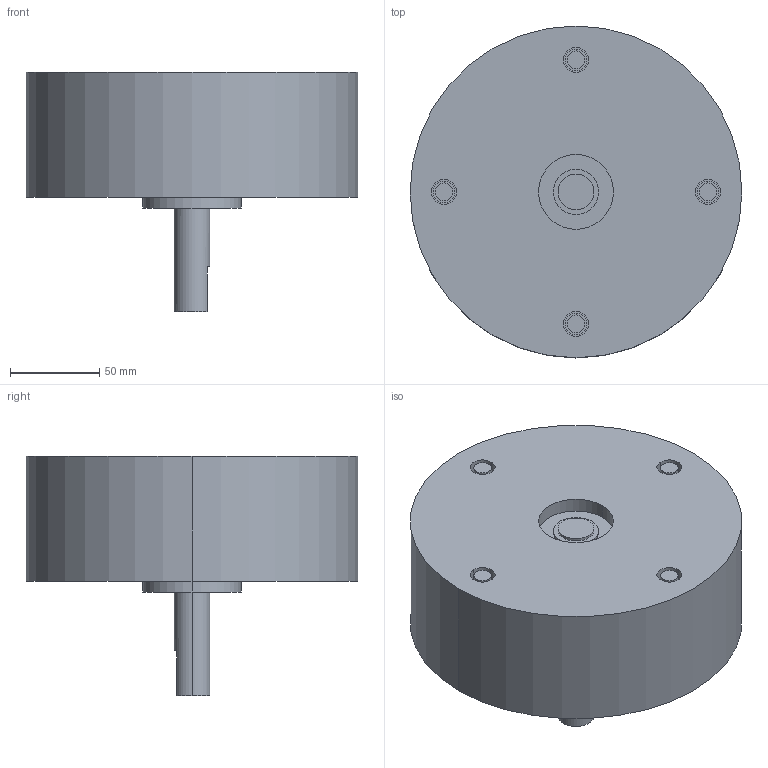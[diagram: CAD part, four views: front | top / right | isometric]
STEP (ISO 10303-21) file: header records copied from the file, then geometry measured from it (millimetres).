
FILE_DESCRIPTION (( 'STEP AP203' ), '1' );
FILE_NAME ('OPB 250N_25426300.STEP', '2016-03-04T00:20:23', ( ' ' ), ( '' ), 'SwSTEP 2.0', 'SolidWorks 2009', '' );
FILE_SCHEMA (( 'CONFIG_CONTROL_DESIGN' ));
Length unit declared in the file: millimetre
Products named in the file (1): OPB 250N_25426300
Bounding box: 186 x 186 x 134 mm (x, y, z)
Volume: 1902960.3 mm3; surface area: 109830.2 mm2
Topology: 1 solids, 1 shells, 119 faces, 240 edges, 160 vertices
Faces by surface type: cylinder 76, plane 43
Entity records: 3267 total; most frequent: DIRECTION 636, CARTESIAN_POINT 520, ORIENTED_EDGE 480, AXIS2_PLACEMENT_3D 276, EDGE_CURVE 240, VERTEX_POINT 160, EDGE_LOOP 156, CIRCLE 156
